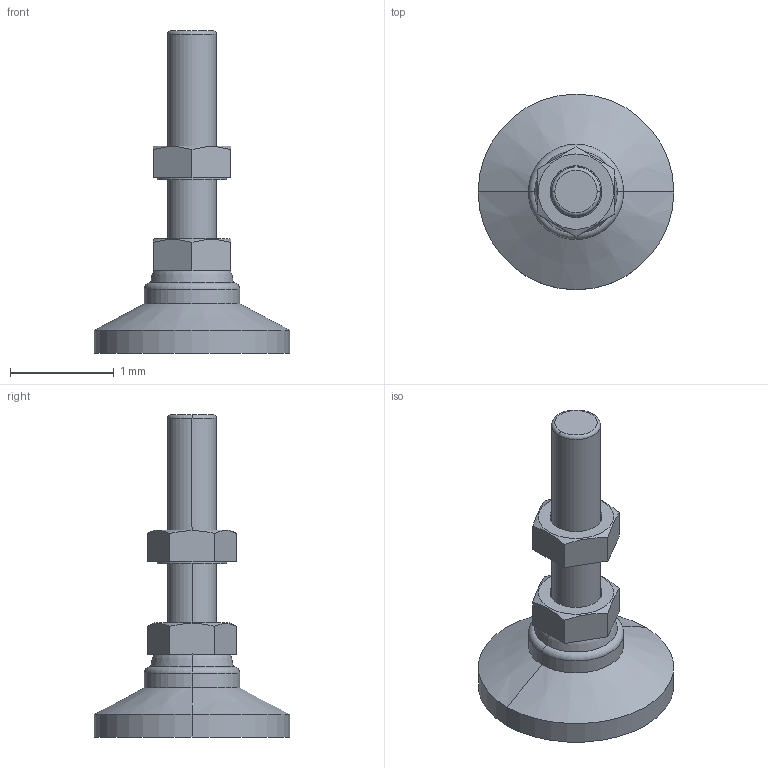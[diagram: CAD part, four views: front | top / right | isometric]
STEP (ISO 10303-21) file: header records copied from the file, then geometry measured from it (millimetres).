
FILE_DESCRIPTION((''),'2;1');
FILE_NAME('13FF8133.stp','2015-07-15T09:05:41',(''),(''),'Mechanical Desktop 2011','Mechanical Desktop 2011',', , ');
FILE_SCHEMA(('CONFIG_CONTROL_DESIGN'));
Length unit declared in the file: millimetre
Products named in the file (1): Product
Bounding box: 1.89 x 1.89 x 3.11 mm (x, y, z)
Volume: 1.8 mm3; surface area: 15 mm2
Topology: 3 solids, 3 shells, 46 faces, 102 edges, 64 vertices
Faces by surface type: plane 20, cylinder 14, cone 6, torus 4, sphere 2
Entity records: 1355 total; most frequent: CARTESIAN_POINT 245, DIRECTION 222, ORIENTED_EDGE 204, EDGE_CURVE 102, AXIS2_PLACEMENT_3D 89, VERTEX_POINT 64, EDGE_LOOP 52, FACE_OUTER_BOUND 46
